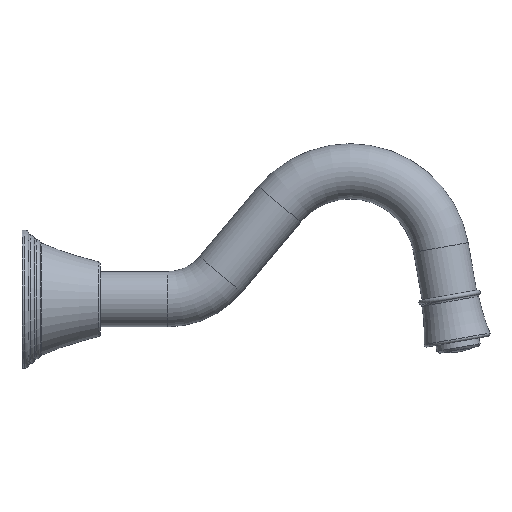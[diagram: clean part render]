
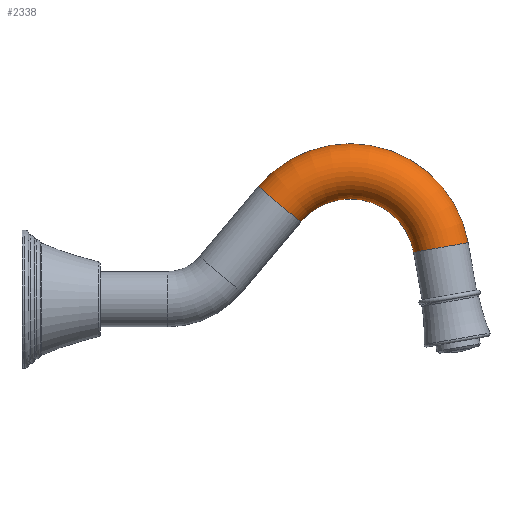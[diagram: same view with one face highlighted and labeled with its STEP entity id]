
A CAD part, top view. The second image highlights one B-rep face of the part: STEP entity #2338.
In plain terms, the highlighted toroidal (fillet/blend) face has major radius 40 mm and minor radius 12 mm.
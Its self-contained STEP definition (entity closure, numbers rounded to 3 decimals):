
#80=CARTESIAN_POINT('',(142.403,15.5,0.));
#81=DIRECTION('',(0.,0.,-1.));
#82=DIRECTION('',(-0.766,0.643,0.));
#83=AXIS2_PLACEMENT_3D('',#80,#81,#82);
#85=CARTESIAN_POINT('',(111.761,41.212,0.));
#86=DIRECTION('',(0.643,0.766,0.));
#87=DIRECTION('',(-0.766,0.643,0.));
#88=AXIS2_PLACEMENT_3D('',#85,#86,#87);
#90=CARTESIAN_POINT('',(142.403,15.5,0.));
#91=DIRECTION('',(0.,0.,-1.));
#92=DIRECTION('',(-0.766,0.643,0.));
#93=AXIS2_PLACEMENT_3D('',#90,#91,#92);
#100=CARTESIAN_POINT('',(181.795,22.446,0.));
#101=DIRECTION('',(0.174,-0.985,0.));
#102=DIRECTION('',(0.985,0.174,0.));
#103=AXIS2_PLACEMENT_3D('',#100,#101,#102);
#2067=CARTESIAN_POINT('',(102.568,48.925,0.));
#2068=CARTESIAN_POINT('',(120.953,33.498,0.));
#2069=VERTEX_POINT('',#2067);
#2070=VERTEX_POINT('',#2068);
#2075=CARTESIAN_POINT('',(193.613,24.53,0.));
#2076=CARTESIAN_POINT('',(169.977,20.362,0.));
#2077=VERTEX_POINT('',#2075);
#2078=VERTEX_POINT('',#2076);
#2326=CARTESIAN_POINT('',(142.403,15.5,0.));
#2327=DIRECTION('',(0.,0.,-1.));
#2328=DIRECTION('',(0.766,-0.643,0.));
#2329=AXIS2_PLACEMENT_3D('',#2326,#2327,#2328);
#2330=TOROIDAL_SURFACE('',#2329,40.,12.);
#2331=ORIENTED_EDGE('',*,*,#2291,.F.);
#2332=ORIENTED_EDGE('',*,*,#2321,.T.);
#2334=ORIENTED_EDGE('',*,*,#2333,.T.);
#2335=ORIENTED_EDGE('',*,*,#2317,.F.);
#2336=EDGE_LOOP('',(#2331,#2332,#2334,#2335));
#2337=FACE_OUTER_BOUND('',#2336,.F.);
#84=CIRCLE('',#83,28.);
#89=CIRCLE('',#88,12.);
#94=CIRCLE('',#93,52.);
#104=CIRCLE('',#103,12.);
#2291=EDGE_CURVE('',#2069,#2070,#89,.T.);
#2317=EDGE_CURVE('',#2070,#2078,#84,.T.);
#2321=EDGE_CURVE('',#2069,#2077,#94,.T.);
#2333=EDGE_CURVE('',#2077,#2078,#104,.T.);
#2338=ADVANCED_FACE('',(#2337),#2330,.T.);
